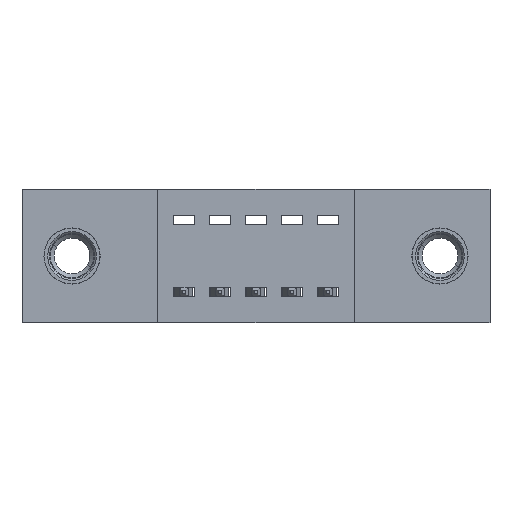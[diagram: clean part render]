
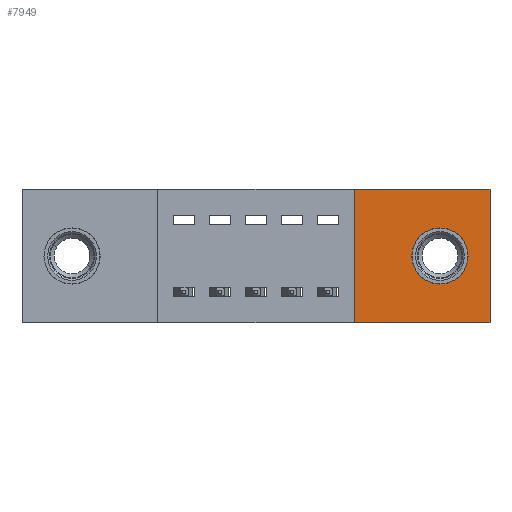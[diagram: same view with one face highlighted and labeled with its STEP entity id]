
A CAD part, front view. The second image highlights one B-rep face of the part: STEP entity #7949.
In plain terms, the highlighted planar face has unit normal (0, -1, 0).
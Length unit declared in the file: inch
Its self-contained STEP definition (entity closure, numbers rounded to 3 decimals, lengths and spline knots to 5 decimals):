
#4 = CARTESIAN_POINT ( 'NONE',  ( 0., 0., -0.37 ) ) ;
#435 = LINE ( 'NONE', #6680, #5655 ) ;
#509 = EDGE_LOOP ( 'NONE', ( #702, #3156 ) ) ;
#661 = DIRECTION ( 'NONE',  ( 0., 0., -1. ) ) ;
#669 = VERTEX_POINT ( 'NONE', #6222 ) ;
#702 = ORIENTED_EDGE ( 'NONE', *, *, #4537, .T. ) ;
#895 = DIRECTION ( 'NONE',  ( 1., 0., 0. ) ) ;
#924 = AXIS2_PLACEMENT_3D ( 'NONE', #2319, #3034, #7743 ) ;
#974 = LINE ( 'NONE', #4, #8086 ) ;
#981 = CIRCLE ( 'NONE', #4604, 0.078 ) ;
#1007 = VERTEX_POINT ( 'NONE', #6279 ) ;
#1040 = EDGE_CURVE ( 'NONE', #5622, #1007, #435, .T. ) ;
#1107 = VECTOR ( 'NONE', #895, 39.37008 ) ;
#1783 = EDGE_CURVE ( 'NONE', #669, #5675, #3728, .T. ) ;
#1819 = VECTOR ( 'NONE', #3526, 39.37008 ) ;
#1842 = CARTESIAN_POINT ( 'NONE',  ( 1.161, 0., -0.263 ) ) ;
#1926 = CARTESIAN_POINT ( 'NONE',  ( 0., 0., 0. ) ) ;
#2319 = CARTESIAN_POINT ( 'NONE',  ( 0., 0., -0.37 ) ) ;
#2407 = EDGE_CURVE ( 'NONE', #5675, #5622, #3052, .T. ) ;
#2821 = CARTESIAN_POINT ( 'NONE',  ( 1.161, 0., -0.185 ) ) ;
#2852 = ORIENTED_EDGE ( 'NONE', *, *, #2407, .F. ) ;
#2853 = VERTEX_POINT ( 'NONE', #4683 ) ;
#3034 = DIRECTION ( 'NONE',  ( 0., -1., 0. ) ) ;
#3052 = LINE ( 'NONE', #1926, #1107 ) ;
#3143 = ORIENTED_EDGE ( 'NONE', *, *, #1040, .F. ) ;
#3156 = ORIENTED_EDGE ( 'NONE', *, *, #8346, .T. ) ;
#3379 = EDGE_LOOP ( 'NONE', ( #5937, #7162, #3143, #2852 ) ) ;
#3482 = CARTESIAN_POINT ( 'NONE',  ( 1.3, 0., 0. ) ) ;
#3518 = CARTESIAN_POINT ( 'NONE',  ( 0.923, 0., -0.37 ) ) ;
#3522 = DIRECTION ( 'NONE',  ( 0., 0., -1. ) ) ;
#3526 = DIRECTION ( 'NONE',  ( 0., 0., 1. ) ) ;
#3674 = AXIS2_PLACEMENT_3D ( 'NONE', #3752, #8405, #4441 ) ;
#3728 = LINE ( 'NONE', #3518, #1819 ) ;
#3752 = CARTESIAN_POINT ( 'NONE',  ( 1.161, 0., -0.185 ) ) ;
#3820 = EDGE_CURVE ( 'NONE', #1007, #669, #974, .T. ) ;
#4243 = CARTESIAN_POINT ( 'NONE',  ( 0.923, 0., 0. ) ) ;
#4441 = DIRECTION ( 'NONE',  ( 0., 0., -1. ) ) ;
#4537 = EDGE_CURVE ( 'NONE', #2853, #7559, #6630, .T. ) ;
#4604 = AXIS2_PLACEMENT_3D ( 'NONE', #2821, #7544, #3522 ) ;
#4683 = CARTESIAN_POINT ( 'NONE',  ( 1.161, 0., -0.107 ) ) ;
#5015 = FACE_OUTER_BOUND ( 'NONE', #3379, .T. ) ;
#5622 = VERTEX_POINT ( 'NONE', #3482 ) ;
#5655 = VECTOR ( 'NONE', #661, 39.37008 ) ;
#5675 = VERTEX_POINT ( 'NONE', #4243 ) ;
#5937 = ORIENTED_EDGE ( 'NONE', *, *, #1783, .F. ) ;
#6222 = CARTESIAN_POINT ( 'NONE',  ( 0.923, 0., -0.37 ) ) ;
#6279 = CARTESIAN_POINT ( 'NONE',  ( 1.3, 0., -0.37 ) ) ;
#6356 = FACE_BOUND ( 'NONE', #509, .T. ) ;
#6423 = PLANE ( 'NONE',  #924 ) ;
#6630 = CIRCLE ( 'NONE', #3674, 0.078 ) ;
#6680 = CARTESIAN_POINT ( 'NONE',  ( 1.3, 0., 0. ) ) ;
#7048 = DIRECTION ( 'NONE',  ( -1., 0., 0. ) ) ;
#7162 = ORIENTED_EDGE ( 'NONE', *, *, #3820, .F. ) ;
#7544 = DIRECTION ( 'NONE',  ( 0., 1., 0. ) ) ;
#7559 = VERTEX_POINT ( 'NONE', #1842 ) ;
#7743 = DIRECTION ( 'NONE',  ( 0., 0., -1. ) ) ;
#7949 = ADVANCED_FACE ( 'NONE', ( #6356, #5015 ), #6423, .T. ) ;
#8086 = VECTOR ( 'NONE', #7048, 39.37008 ) ;
#8346 = EDGE_CURVE ( 'NONE', #7559, #2853, #981, .T. ) ;
#8405 = DIRECTION ( 'NONE',  ( 0., 1., 0. ) ) ;
